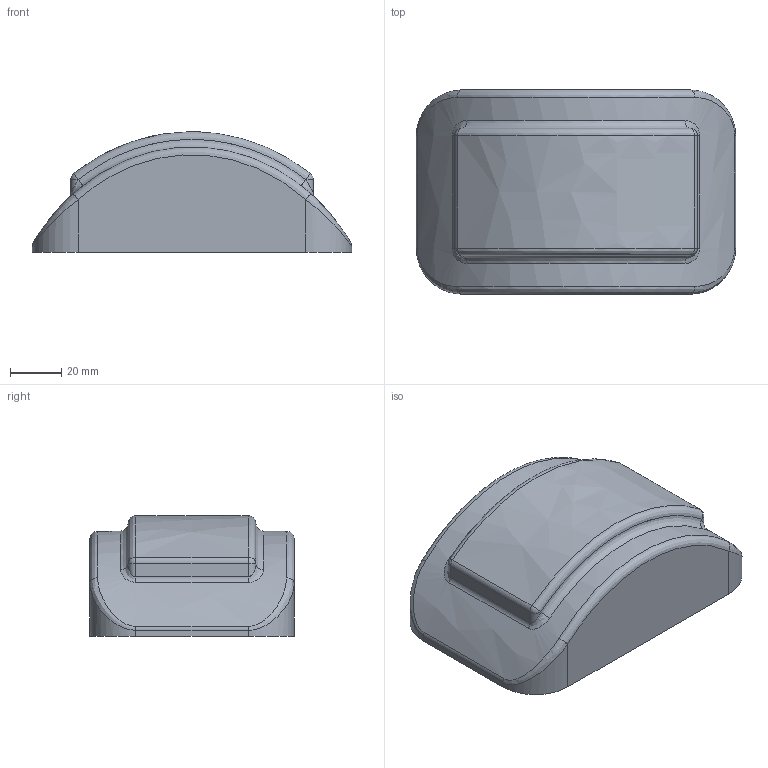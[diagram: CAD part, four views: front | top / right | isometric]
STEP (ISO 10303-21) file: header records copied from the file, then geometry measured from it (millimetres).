
FILE_DESCRIPTION( ( '' ), ' ' );
FILE_NAME( '5eef6422a3b92d140fbc1c73.step', '2020-06-21T13:44:03', ( '' ), ( '' ), ' ', ' ', ' ' );
FILE_SCHEMA( ( 'AUTOMOTIVE_DESIGN { 1 0 10303 214 1 1 1 1 }' ) );
Length unit declared in the file: metre
Products named in the file (1): clear_panel
Bounding box: 125 x 80 x 47.2 mm (x, y, z)
Volume: 327440.7 mm3; surface area: 30561.9 mm2
Topology: 1 solids, 1 shells, 49 faces, 112 edges, 62 vertices
Faces by surface type: plane 15, cylinder 14, bspline 14, sphere 4, extrusion 2
Entity records: 6825 total; most frequent: CARTESIAN_POINT 5464, ORIENTED_EDGE 216, DIRECTION 168, EDGE_CURVE 108, AXIS2_PLACEMENT_3D 67, VERTEX_POINT 62, EDGE_LOOP 50, STYLED_ITEM 49
